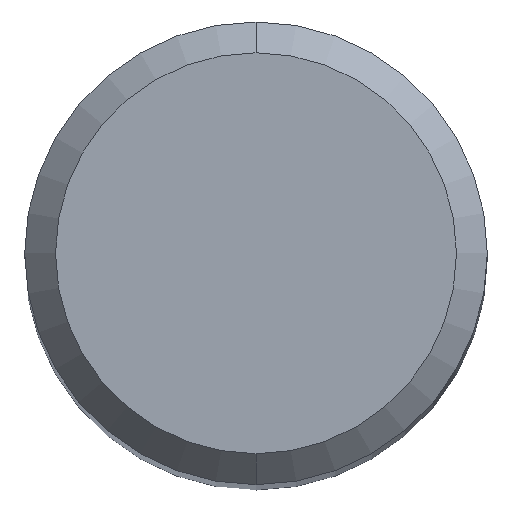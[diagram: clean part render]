
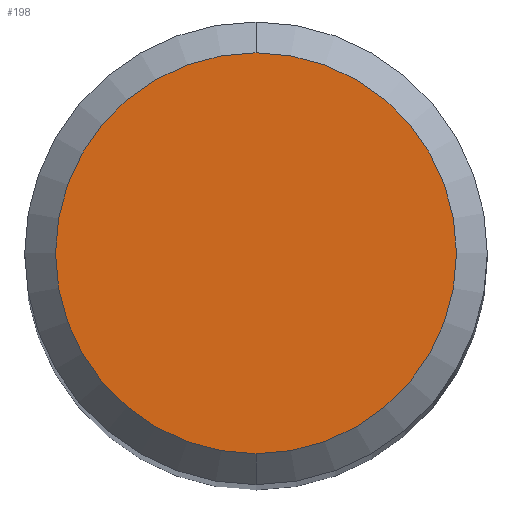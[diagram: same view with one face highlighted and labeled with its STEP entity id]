
A CAD part, top view. The second image highlights one B-rep face of the part: STEP entity #198.
In plain terms, the highlighted planar face has unit normal (0, 0, 1).
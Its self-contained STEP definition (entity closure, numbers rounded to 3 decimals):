
#118=VERTEX_POINT('',#274);
#144=VERTEX_POINT('',#305);
#154=EDGE_CURVE('',#144,#118,#315,.T.);
#196=EDGE_CURVE('',#118,#144,#364,.T.);
#198=ADVANCED_FACE('',(#366),#367,.T.);
#274=CARTESIAN_POINT('',(0.0,2.6,0.01));
#305=CARTESIAN_POINT('',(0.,-2.6,0.01));
#315=CIRCLE('',#493,2.6);
#364=CIRCLE('',#557,2.6);
#366=FACE_OUTER_BOUND('',#559,.T.);
#367=PLANE('',#560);
#493=AXIS2_PLACEMENT_3D('',#684,#685,#686);
#557=AXIS2_PLACEMENT_3D('',#757,#758,#759);
#559=EDGE_LOOP('',(#761,#762));
#560=AXIS2_PLACEMENT_3D('',#763,#764,#765);
#684=CARTESIAN_POINT('',(0.0,0.0,0.01));
#685=DIRECTION('',(0.0,0.0,-1.0));
#686=DIRECTION('',(0.0,1.0,0.0));
#757=CARTESIAN_POINT('',(0.0,0.0,0.01));
#758=DIRECTION('',(0.0,0.0,-1.0));
#759=DIRECTION('',(0.0,1.0,0.0));
#761=ORIENTED_EDGE('',*,*,#196,.F.);
#762=ORIENTED_EDGE('',*,*,#154,.F.);
#763=CARTESIAN_POINT('',(0.0,1.3,0.01));
#764=DIRECTION('',(-0.0,0.0,1.0));
#765=DIRECTION('',(0.0,-1.0,0.0));
